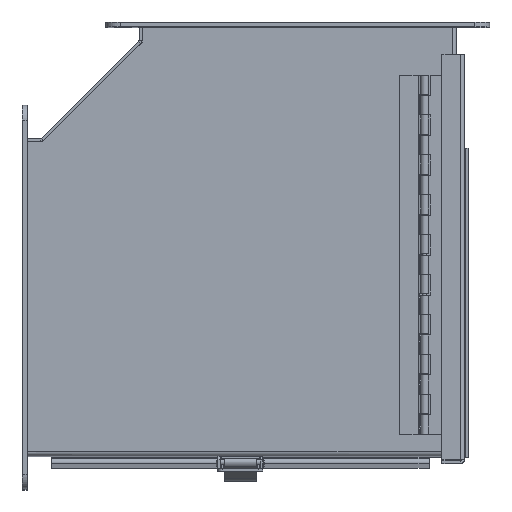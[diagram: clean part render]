
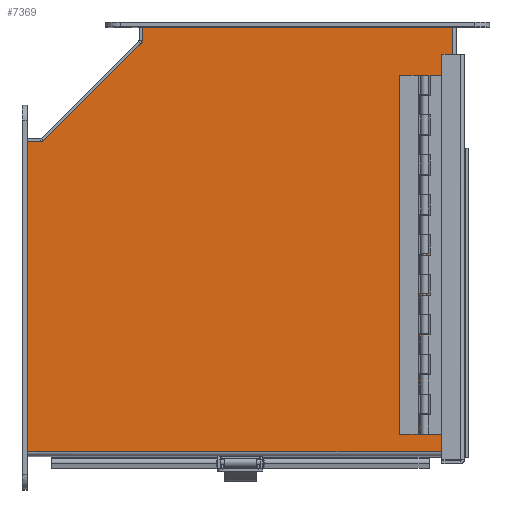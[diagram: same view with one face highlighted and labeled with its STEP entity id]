
A CAD part, top view. The second image highlights one B-rep face of the part: STEP entity #7369.
In plain terms, the highlighted face is planar.
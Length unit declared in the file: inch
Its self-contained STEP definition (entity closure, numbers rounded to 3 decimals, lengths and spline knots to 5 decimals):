
#413=PLANE('',#7929);
#770=FACE_OUTER_BOUND('',#1233,.T.);
#1233=EDGE_LOOP('',(#5783,#5784,#5785,#5786,#5787,#5788,#5789,#5790,#5791,
#5792,#5793));
#2033=LINE('',#11493,#2765);
#2037=LINE('',#11529,#2769);
#2073=LINE('',#11667,#2805);
#2075=LINE('',#11672,#2807);
#2076=LINE('',#11674,#2808);
#2077=LINE('',#11676,#2809);
#2078=LINE('',#11678,#2810);
#2079=LINE('',#11680,#2811);
#2080=LINE('',#11682,#2812);
#2081=LINE('',#11683,#2813);
#2082=LINE('',#11684,#2814);
#2765=VECTOR('',#9198,10.79979);
#2769=VECTOR('',#9206,0.47267);
#2805=VECTOR('',#9284,7.76975);
#2807=VECTOR('',#9288,0.0002);
#2808=VECTOR('',#9289,0.0002);
#2809=VECTOR('',#9290,10.29688);
#2810=VECTOR('',#9291,7.76925);
#2811=VECTOR('',#9292,0.5);
#2812=VECTOR('',#9293,3.53553);
#2813=VECTOR('',#9294,0.5);
#2814=VECTOR('',#9295,0.03074);
#3483=VERTEX_POINT('',#11389);
#3493=VERTEX_POINT('',#11492);
#3496=VERTEX_POINT('',#11527);
#3516=VERTEX_POINT('',#11666);
#3517=VERTEX_POINT('',#11670);
#3518=VERTEX_POINT('',#11671);
#3519=VERTEX_POINT('',#11673);
#3520=VERTEX_POINT('',#11675);
#3521=VERTEX_POINT('',#11677);
#3522=VERTEX_POINT('',#11679);
#3523=VERTEX_POINT('',#11681);
#4274=EDGE_CURVE('',#3493,#3483,#2033,.T.);
#4280=EDGE_CURVE('',#3496,#3483,#2037,.T.);
#4321=EDGE_CURVE('',#3516,#3493,#2073,.T.);
#4323=EDGE_CURVE('',#3517,#3518,#2075,.T.);
#4324=EDGE_CURVE('',#3518,#3519,#2076,.T.);
#4325=EDGE_CURVE('',#3519,#3520,#2077,.T.);
#4326=EDGE_CURVE('',#3520,#3521,#2078,.T.);
#4327=EDGE_CURVE('',#3521,#3522,#2079,.T.);
#4328=EDGE_CURVE('',#3522,#3523,#2080,.T.);
#4329=EDGE_CURVE('',#3523,#3516,#2081,.T.);
#4330=EDGE_CURVE('',#3496,#3517,#2082,.T.);
#5783=ORIENTED_EDGE('',*,*,#4323,.T.);
#5784=ORIENTED_EDGE('',*,*,#4324,.T.);
#5785=ORIENTED_EDGE('',*,*,#4325,.T.);
#5786=ORIENTED_EDGE('',*,*,#4326,.T.);
#5787=ORIENTED_EDGE('',*,*,#4327,.T.);
#5788=ORIENTED_EDGE('',*,*,#4328,.T.);
#5789=ORIENTED_EDGE('',*,*,#4329,.T.);
#5790=ORIENTED_EDGE('',*,*,#4321,.T.);
#5791=ORIENTED_EDGE('',*,*,#4274,.T.);
#5792=ORIENTED_EDGE('',*,*,#4280,.F.);
#5793=ORIENTED_EDGE('',*,*,#4330,.T.);
#7369=ADVANCED_FACE('',(#770),#413,.F.);
#7929=AXIS2_PLACEMENT_3D('',#11669,#9286,#9287);
#9198=DIRECTION('',(0.,1.,0.));
#9206=DIRECTION('',(-1.,0.,0.));
#9284=DIRECTION('',(-1.,0.,0.));
#9286=DIRECTION('center_axis',(0.,0.,1.));
#9287=DIRECTION('ref_axis',(1.,0.,0.));
#9288=DIRECTION('',(1.,0.,0.));
#9289=DIRECTION('',(0.,1.,0.));
#9290=DIRECTION('',(1.,0.,0.));
#9291=DIRECTION('',(0.,-1.,0.));
#9292=DIRECTION('',(-1.,0.,0.));
#9293=DIRECTION('',(-0.707,-0.707,0.));
#9294=DIRECTION('',(0.,-1.,0.));
#9295=DIRECTION('',(0.,-1.,0.));
#11389=CARTESIAN_POINT('',(-4.8487,4.43845,0.));
#11492=CARTESIAN_POINT('',(-4.8487,-6.36134,0.));
#11493=CARTESIAN_POINT('',(-4.8487,-3.5086,0.));
#11527=CARTESIAN_POINT('',(-4.37602,4.43845,0.));
#11529=CARTESIAN_POINT('',(-2.19852,4.43845,0.));
#11666=CARTESIAN_POINT('',(2.92105,-6.36134,0.));
#11667=CARTESIAN_POINT('',(2.92105,-6.36134,0.));
#11669=CARTESIAN_POINT('Origin',(0.21532,-0.65586,0.));
#11670=CARTESIAN_POINT('',(-4.37602,4.40771,0.));
#11671=CARTESIAN_POINT('',(-4.37582,4.40771,0.));
#11672=CARTESIAN_POINT('',(-2.08035,4.40771,0.));
#11673=CARTESIAN_POINT('',(-4.37582,4.40791,0.));
#11674=CARTESIAN_POINT('',(-4.37582,1.87592,0.));
#11675=CARTESIAN_POINT('',(5.92105,4.40791,0.));
#11676=CARTESIAN_POINT('',(-2.08025,4.40791,0.));
#11677=CARTESIAN_POINT('',(5.92105,-3.36134,0.));
#11678=CARTESIAN_POINT('',(5.92105,4.51316,0.));
#11679=CARTESIAN_POINT('',(5.42105,-3.36134,0.));
#11680=CARTESIAN_POINT('',(5.92105,-3.36134,0.));
#11681=CARTESIAN_POINT('',(2.92105,-5.86134,0.));
#11682=CARTESIAN_POINT('',(5.42105,-3.36134,0.));
#11683=CARTESIAN_POINT('',(2.92105,-5.86134,0.));
#11684=CARTESIAN_POINT('',(-4.37602,1.92865,0.));
